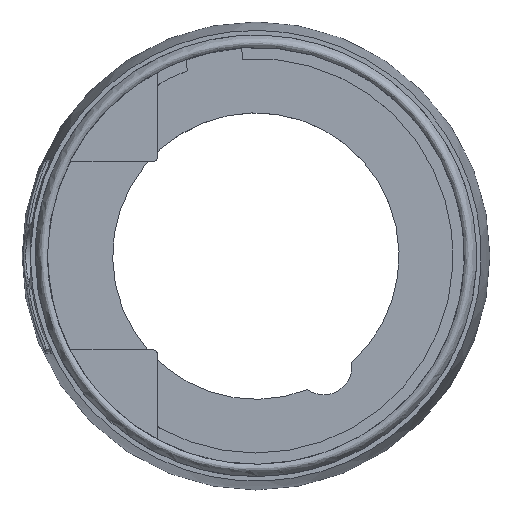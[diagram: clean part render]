
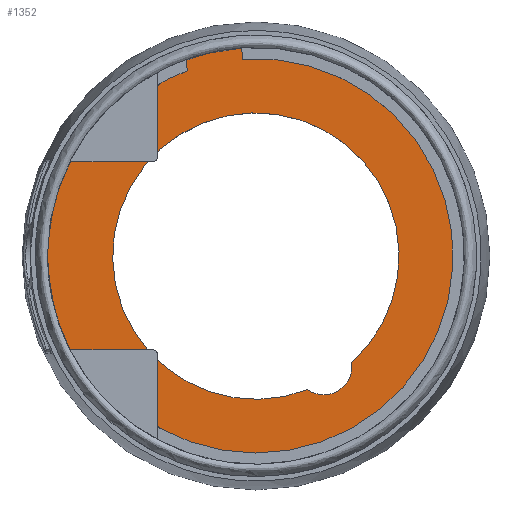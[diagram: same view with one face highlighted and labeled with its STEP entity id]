
A CAD part, top view. The second image highlights one B-rep face of the part: STEP entity #1352.
In plain terms, the highlighted planar face has unit normal (0, 0, 1).
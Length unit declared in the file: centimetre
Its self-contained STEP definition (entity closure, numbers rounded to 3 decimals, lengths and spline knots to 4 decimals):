
#102=FACE_BOUND($,#235,.T.);
#120=PLANE($,#1434);
#159=FACE_OUTER_BOUND($,#234,.T.);
#234=EDGE_LOOP($,(#906));
#235=EDGE_LOOP($,(#907,#908));
#327=CIRCLE($,#1433,0.6);
#328=CIRCLE($,#1435,4.4393);
#329=CIRCLE($,#1436,3.05);
#546=VERTEX_POINT($,#1884);
#548=VERTEX_POINT($,#1888);
#549=VERTEX_POINT($,#1892);
#693=EDGE_CURVE($,#546,#548,#327,.T.);
#694=EDGE_CURVE($,#549,#549,#328,.T.);
#695=EDGE_CURVE($,#548,#546,#329,.T.);
#906=ORIENTED_EDGE($,*,*,#694,.F.);
#907=ORIENTED_EDGE($,*,*,#693,.T.);
#908=ORIENTED_EDGE($,*,*,#695,.T.);
#1352=ADVANCED_FACE($,(#159,#102),#120,.T.);
#1433=AXIS2_PLACEMENT_3D($,#1890,#1561,#1562);
#1434=AXIS2_PLACEMENT_3D($,#1891,#1563,#1564);
#1435=AXIS2_PLACEMENT_3D($,#1893,#1565,#1566);
#1436=AXIS2_PLACEMENT_3D($,#1894,#1567,#1568);
#1561=DIRECTION('center_axis',(0.,0.,-1.));
#1562=DIRECTION('ref_axis',(1.,0.,0.));
#1563=DIRECTION('center_axis',(0.,0.,1.));
#1564=DIRECTION('ref_axis',(1.,0.,0.));
#1565=DIRECTION('center_axis',(0.,0.,-1.));
#1566=DIRECTION('ref_axis',(1.,0.,0.));
#1567=DIRECTION('center_axis',(0.,0.,-1.));
#1568=DIRECTION('ref_axis',(1.,0.,0.));
#1884=CARTESIAN_POINT('',(-11.3903,17.4777,1.675));
#1888=CARTESIAN_POINT('',(-12.3278,16.9023,1.675));
#1890=CARTESIAN_POINT('Origin',(-11.9844,17.3944,1.675));
#1891=CARTESIAN_POINT('Origin',(-13.4281,19.7469,1.675));
#1892=CARTESIAN_POINT('',(-17.8674,19.7469,1.675));
#1893=CARTESIAN_POINT('Origin',(-13.4281,19.7469,1.675));
#1894=CARTESIAN_POINT('Origin',(-13.4282,19.7469,1.675));
